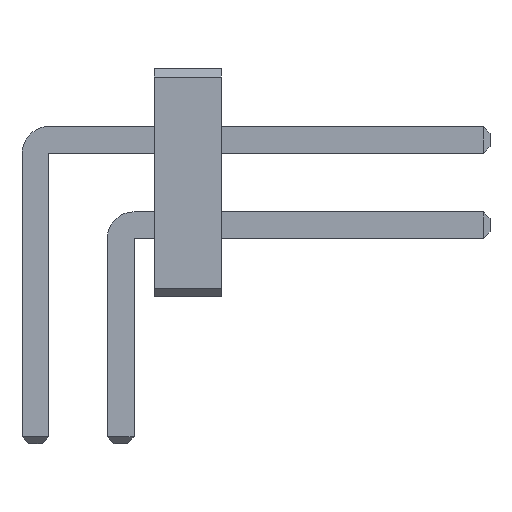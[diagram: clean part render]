
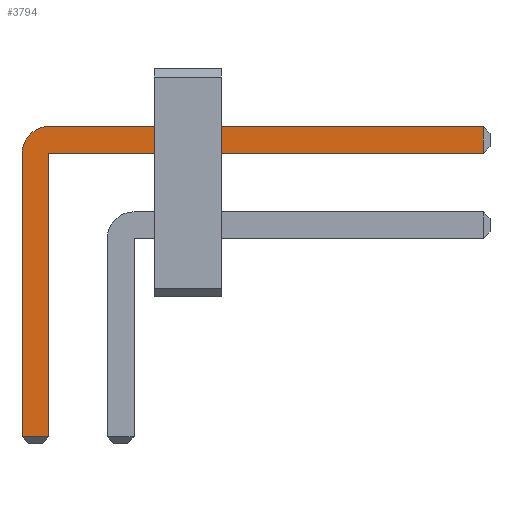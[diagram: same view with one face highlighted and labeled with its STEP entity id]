
A CAD part, front view. The second image highlights one B-rep face of the part: STEP entity #3794.
In plain terms, the highlighted planar face has unit normal (0, -1, 0).
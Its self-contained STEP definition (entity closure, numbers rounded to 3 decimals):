
#13=DIRECTION('',(0.,0.,1.));
#1696=VECTOR('',#13,1.);
#3596=VECTOR('',#3597,1.);
#3597=DIRECTION('',(1.,0.,0.));
#3603=VECTOR('',#3604,1.);
#3604=DIRECTION('',(0.,0.,-1.));
#3611=VECTOR('',#3612,1.);
#3612=DIRECTION('',(-1.,0.,0.));
#3633=DIRECTION('',(-0.,1.,0.));
#3637=DIRECTION('',(0.,1.,0.));
#3638=DIRECTION('',(0.,0.,1.));
#3645=VERTEX_POINT('',#3646);
#3646=CARTESIAN_POINT('',(0.2,-35.76,2.535));
#3648=ORIENTED_EDGE('',*,*,#3649,.T.);
#3649=EDGE_CURVE('',#3645,#3650,#3652,.T.);
#3650=VERTEX_POINT('',#3651);
#3651=CARTESIAN_POINT('',(6.67,-35.76,2.535));
#3652=LINE('',#3653,#3596);
#3653=CARTESIAN_POINT('',(-0.2,-35.76,2.535));
#3690=EDGE_CURVE('',#3691,#3645,#3693,.T.);
#3691=VERTEX_POINT('',#3692);
#3692=CARTESIAN_POINT('',(-0.2,-35.76,2.135));
#3693=CIRCLE('',#3694,0.4);
#3694=AXIS2_PLACEMENT_3D('',#3695,#3633,#3604);
#3695=CARTESIAN_POINT('',(0.2,-35.76,2.135));
#3707=VERTEX_POINT('',#3708);
#3708=CARTESIAN_POINT('',(6.67,-35.76,2.135));
#3710=ORIENTED_EDGE('',*,*,#3711,.T.);
#3711=EDGE_CURVE('',#3707,#3712,#3713,.T.);
#3712=VERTEX_POINT('',#3695);
#3713=LINE('',#3714,#3611);
#3714=CARTESIAN_POINT('',(6.77,-35.76,2.135));
#3726=VERTEX_POINT('',#3727);
#3727=CARTESIAN_POINT('',(-0.2,-35.76,-2.085));
#3729=ORIENTED_EDGE('',*,*,#3730,.T.);
#3730=EDGE_CURVE('',#3726,#3691,#3731,.T.);
#3731=LINE('',#3732,#1696);
#3732=CARTESIAN_POINT('',(-0.2,-35.76,-2.185));
#3740=ORIENTED_EDGE('',*,*,#3741,.T.);
#3741=EDGE_CURVE('',#3712,#3742,#3744,.T.);
#3742=VERTEX_POINT('',#3743);
#3743=CARTESIAN_POINT('',(0.2,-35.76,-2.085));
#3744=LINE('',#3695,#3603);
#3794=ADVANCED_FACE('',(#3795),#3804,.F.);
#3795=FACE_BOUND('',#3796,.F.);
#3796=EDGE_LOOP('',(#3648,#3797,#3710,#3740,#3800,#3729,#3803));
#3797=ORIENTED_EDGE('',*,*,#3798,.T.);
#3798=EDGE_CURVE('',#3650,#3707,#3799,.T.);
#3799=LINE('',#3651,#3603);
#3800=ORIENTED_EDGE('',*,*,#3801,.T.);
#3801=EDGE_CURVE('',#3742,#3726,#3802,.T.);
#3802=LINE('',#3743,#3611);
#3803=ORIENTED_EDGE('',*,*,#3690,.T.);
#3804=PLANE('',#3805);
#3805=AXIS2_PLACEMENT_3D('',#3806,#3637,#3638);
#3806=CARTESIAN_POINT('',(2.071,-35.76,1.389));
